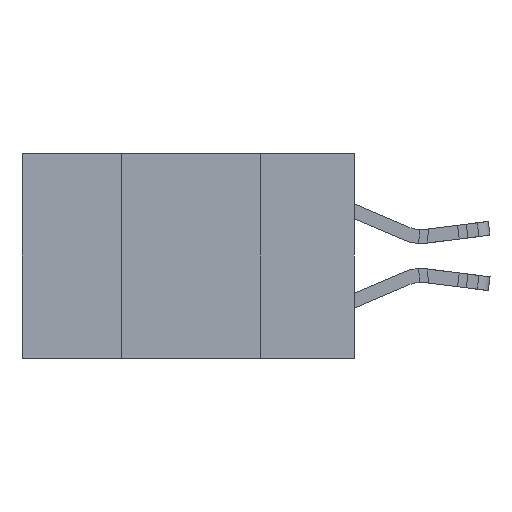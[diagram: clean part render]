
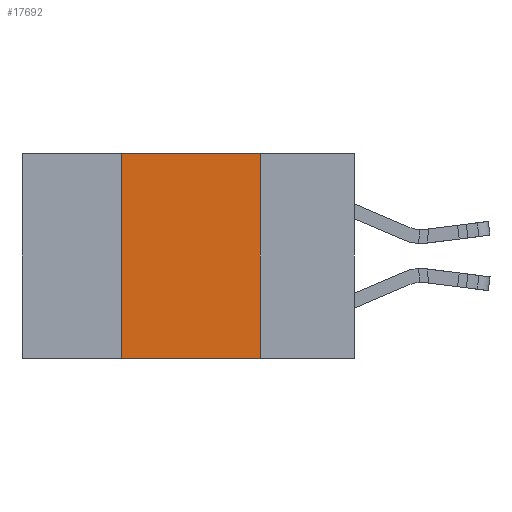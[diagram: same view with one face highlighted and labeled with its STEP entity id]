
A CAD part, left-side view. The second image highlights one B-rep face of the part: STEP entity #17692.
In plain terms, the highlighted planar face has unit normal (-1, 0, 0).
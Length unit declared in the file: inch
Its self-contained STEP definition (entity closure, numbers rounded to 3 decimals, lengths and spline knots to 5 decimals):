
#2935 = VECTOR ( 'NONE', #30892, 39.37008 ) ;
#3634 = EDGE_LOOP ( 'NONE', ( #14412, #7774, #17584, #7100 ) ) ;
#4385 = CARTESIAN_POINT ( 'NONE',  ( 0., 0.6, 0. ) ) ;
#4401 = CARTESIAN_POINT ( 'NONE',  ( 0., 0.17, 0. ) ) ;
#4632 = DIRECTION ( 'NONE',  ( 0., 0., 1. ) ) ;
#5004 = DIRECTION ( 'NONE',  ( 1., 0., 0. ) ) ;
#5159 = FACE_OUTER_BOUND ( 'NONE', #3634, .T. ) ;
#6985 = VECTOR ( 'NONE', #10743, 39.37008 ) ;
#7100 = ORIENTED_EDGE ( 'NONE', *, *, #11403, .T. ) ;
#7231 = VERTEX_POINT ( 'NONE', #4401 ) ;
#7463 = DIRECTION ( 'NONE',  ( 0., 0., -1. ) ) ;
#7774 = ORIENTED_EDGE ( 'NONE', *, *, #27697, .F. ) ;
#10459 = LINE ( 'NONE', #29603, #12380 ) ;
#10743 = DIRECTION ( 'NONE',  ( 0., 0., -1. ) ) ;
#11403 = EDGE_CURVE ( 'NONE', #12464, #17667, #25090, .T. ) ;
#12380 = VECTOR ( 'NONE', #27156, 39.37008 ) ;
#12464 = VERTEX_POINT ( 'NONE', #30521 ) ;
#12777 = AXIS2_PLACEMENT_3D ( 'NONE', #4385, #5004, #7463 ) ;
#14412 = ORIENTED_EDGE ( 'NONE', *, *, #29416, .F. ) ;
#17203 = CARTESIAN_POINT ( 'NONE',  ( 0., 0.17, -0.37 ) ) ;
#17584 = ORIENTED_EDGE ( 'NONE', *, *, #20380, .F. ) ;
#17667 = VERTEX_POINT ( 'NONE', #17203 ) ;
#17692 = ADVANCED_FACE ( 'NONE', ( #5159 ), #25836, .F. ) ;
#18811 = VECTOR ( 'NONE', #4632, 39.37008 ) ;
#19358 = CARTESIAN_POINT ( 'NONE',  ( 0., 0.42, 0. ) ) ;
#20380 = EDGE_CURVE ( 'NONE', #12464, #24220, #27243, .T. ) ;
#23700 = CARTESIAN_POINT ( 'NONE',  ( 0., 0.6, -0.37 ) ) ;
#24220 = VERTEX_POINT ( 'NONE', #19358 ) ;
#25090 = LINE ( 'NONE', #23700, #2935 ) ;
#25836 = PLANE ( 'NONE',  #12777 ) ;
#26604 = CARTESIAN_POINT ( 'NONE',  ( 0., 0.42, 0. ) ) ;
#27156 = DIRECTION ( 'NONE',  ( 0., -1., 0. ) ) ;
#27243 = LINE ( 'NONE', #26604, #18811 ) ;
#27494 = CARTESIAN_POINT ( 'NONE',  ( 0., 0.17, 0. ) ) ;
#27697 = EDGE_CURVE ( 'NONE', #24220, #7231, #10459, .T. ) ;
#29416 = EDGE_CURVE ( 'NONE', #7231, #17667, #31415, .T. ) ;
#29603 = CARTESIAN_POINT ( 'NONE',  ( 0., 0.6, 0. ) ) ;
#30521 = CARTESIAN_POINT ( 'NONE',  ( 0., 0.42, -0.37 ) ) ;
#30892 = DIRECTION ( 'NONE',  ( 0., -1., 0. ) ) ;
#31415 = LINE ( 'NONE', #27494, #6985 ) ;
